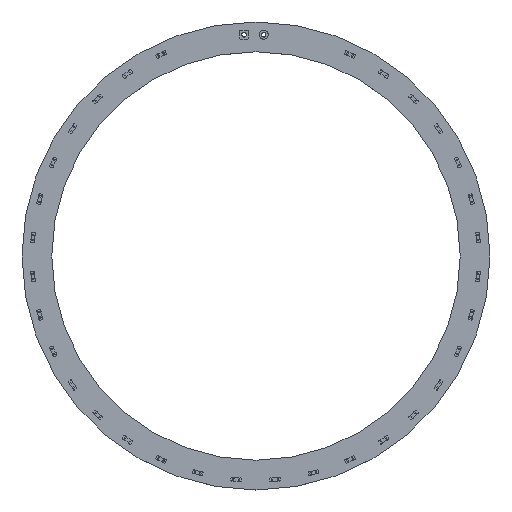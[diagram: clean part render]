
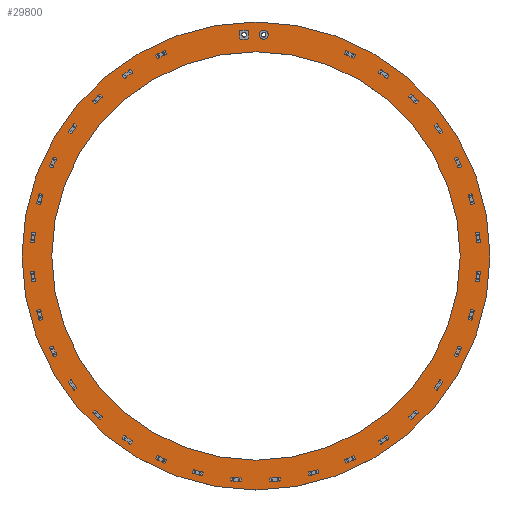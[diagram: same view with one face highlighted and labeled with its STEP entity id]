
A CAD part, top view. The second image highlights one B-rep face of the part: STEP entity #29800.
In plain terms, the highlighted planar face has unit normal (0, 0, 1).
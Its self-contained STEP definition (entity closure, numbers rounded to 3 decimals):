
#26=FACE_BOUND('',#3743,.T.);
#27=FACE_BOUND('',#3744,.T.);
#28=FACE_BOUND('',#3745,.T.);
#720=CIRCLE('',#32278,55.);
#724=CIRCLE('',#32284,48.);
#725=CIRCLE('',#32285,0.55);
#726=CIRCLE('',#32286,0.55);
#2225=FACE_OUTER_BOUND('',#3742,.T.);
#3742=EDGE_LOOP('',(#26707));
#3743=EDGE_LOOP('',(#26708));
#3744=EDGE_LOOP('',(#26709));
#3745=EDGE_LOOP('',(#26710));
#14506=VERTEX_POINT('',#48203);
#14510=VERTEX_POINT('',#48214);
#14511=VERTEX_POINT('',#48216);
#14512=VERTEX_POINT('',#48218);
#18573=EDGE_CURVE('',#14506,#14506,#720,.T.);
#18577=EDGE_CURVE('',#14510,#14510,#724,.T.);
#18578=EDGE_CURVE('',#14511,#14511,#725,.T.);
#18579=EDGE_CURVE('',#14512,#14512,#726,.T.);
#26707=ORIENTED_EDGE('',*,*,#18573,.T.);
#26708=ORIENTED_EDGE('',*,*,#18577,.F.);
#26709=ORIENTED_EDGE('',*,*,#18578,.T.);
#26710=ORIENTED_EDGE('',*,*,#18579,.T.);
#28202=PLANE('',#32283);
#29800=ADVANCED_FACE('',(#2225,#26,#27,#28),#28202,.T.);
#32278=AXIS2_PLACEMENT_3D('',#48205,#39634,#39635);
#32283=AXIS2_PLACEMENT_3D('',#48213,#39644,#39645);
#32284=AXIS2_PLACEMENT_3D('',#48215,#39646,#39647);
#32285=AXIS2_PLACEMENT_3D('',#48217,#39648,#39649);
#32286=AXIS2_PLACEMENT_3D('',#48219,#39650,#39651);
#39634=DIRECTION('center_axis',(0.,0.,1.));
#39635=DIRECTION('ref_axis',(1.,0.,0.));
#39644=DIRECTION('center_axis',(0.,0.,1.));
#39645=DIRECTION('ref_axis',(1.,0.,0.));
#39646=DIRECTION('center_axis',(0.,0.,1.));
#39647=DIRECTION('ref_axis',(1.,0.,0.));
#39648=DIRECTION('center_axis',(0.,0.,-1.));
#39649=DIRECTION('ref_axis',(0.,-1.,0.));
#39650=DIRECTION('center_axis',(0.,0.,-1.));
#39651=DIRECTION('ref_axis',(0.,-1.,0.));
#48203=CARTESIAN_POINT('',(-55.,0.,1.6));
#48205=CARTESIAN_POINT('Origin',(0.,0.,1.6));
#48213=CARTESIAN_POINT('Origin',(0.,0.,1.6));
#48214=CARTESIAN_POINT('',(-48.,0.,1.6));
#48215=CARTESIAN_POINT('Origin',(0.,0.,1.6));
#48216=CARTESIAN_POINT('',(-2.8,52.55,1.6));
#48217=CARTESIAN_POINT('Origin',(-2.8,52.,1.6));
#48218=CARTESIAN_POINT('',(1.8,52.55,1.6));
#48219=CARTESIAN_POINT('Origin',(1.8,52.,1.6));
